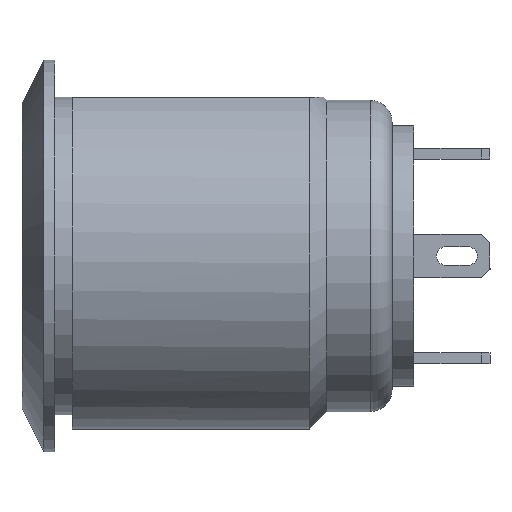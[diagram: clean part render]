
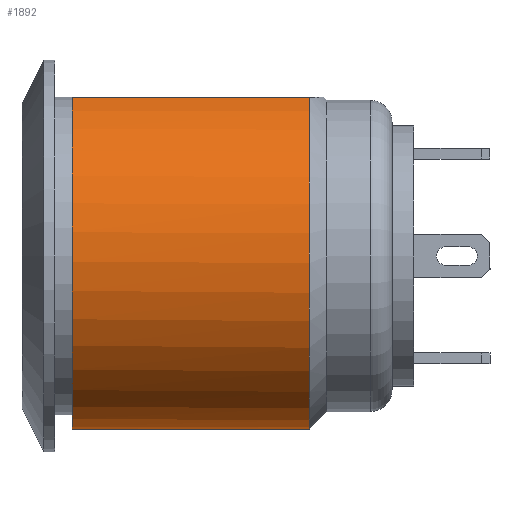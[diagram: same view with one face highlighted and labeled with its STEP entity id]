
A CAD part, front view. The second image highlights one B-rep face of the part: STEP entity #1892.
In plain terms, the highlighted cylindrical face has radius 7.95 mm (diameter 15.9 mm), a partial arc.
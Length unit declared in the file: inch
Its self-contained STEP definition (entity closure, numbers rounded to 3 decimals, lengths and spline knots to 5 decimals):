
#54=CYLINDRICAL_SURFACE('',#2055,0.31299);
#171=FACE_OUTER_BOUND('',#290,.T.);
#290=EDGE_LOOP('',(#1669,#1670,#1671,#1672,#1673));
#492=LINE('',#3574,#685);
#493=LINE('',#3579,#686);
#685=VECTOR('',#2530,0.3937);
#686=VECTOR('',#2531,0.3937);
#740=CIRCLE('',#2056,0.31299);
#741=CIRCLE('',#2057,0.31299);
#742=CIRCLE('',#2058,0.31299);
#918=VERTEX_POINT('',#3569);
#919=VERTEX_POINT('',#3571);
#920=VERTEX_POINT('',#3573);
#921=VERTEX_POINT('',#3575);
#922=VERTEX_POINT('',#3582);
#1177=EDGE_CURVE('',#920,#919,#492,.T.);
#1179=EDGE_CURVE('',#918,#921,#493,.T.);
#1180=EDGE_CURVE('',#919,#918,#740,.T.);
#1181=EDGE_CURVE('',#922,#921,#741,.T.);
#1182=EDGE_CURVE('',#920,#922,#742,.T.);
#1669=ORIENTED_EDGE('',*,*,#1177,.T.);
#1670=ORIENTED_EDGE('',*,*,#1180,.T.);
#1671=ORIENTED_EDGE('',*,*,#1179,.T.);
#1672=ORIENTED_EDGE('',*,*,#1181,.F.);
#1673=ORIENTED_EDGE('',*,*,#1182,.F.);
#1892=ADVANCED_FACE('',(#171),#54,.T.);
#2055=AXIS2_PLACEMENT_3D('',#3580,#2532,#2533);
#2056=AXIS2_PLACEMENT_3D('',#3581,#2534,#2535);
#2057=AXIS2_PLACEMENT_3D('',#3583,#2536,#2537);
#2058=AXIS2_PLACEMENT_3D('',#3584,#2538,#2539);
#2530=DIRECTION('',(-1.,0.,0.));
#2531=DIRECTION('',(1.,0.,0.));
#2532=DIRECTION('center_axis',(1.,0.,0.));
#2533=DIRECTION('ref_axis',(0.,0.,-1.));
#2534=DIRECTION('center_axis',(1.,0.,0.));
#2535=DIRECTION('ref_axis',(0.,-1.,0.));
#2536=DIRECTION('center_axis',(1.,0.,0.));
#2537=DIRECTION('ref_axis',(0.,-1.,0.));
#2538=DIRECTION('center_axis',(1.,0.,0.));
#2539=DIRECTION('ref_axis',(0.,-1.,0.));
#3569=CARTESIAN_POINT('',(0.0315,0.12395,0.2874));
#3571=CARTESIAN_POINT('',(0.0315,-0.12395,0.2874));
#3573=CARTESIAN_POINT('',(0.46063,-0.12395,0.2874));
#3574=CARTESIAN_POINT('',(0.,-0.12395,0.2874));
#3575=CARTESIAN_POINT('',(0.46063,0.12395,0.2874));
#3579=CARTESIAN_POINT('',(0.,0.12395,0.2874));
#3580=CARTESIAN_POINT('Origin',(0.,0.,0.));
#3581=CARTESIAN_POINT('Origin',(0.0315,0.,0.));
#3582=CARTESIAN_POINT('',(0.46063,0.31299,0.));
#3583=CARTESIAN_POINT('Origin',(0.46063,0.,0.));
#3584=CARTESIAN_POINT('Origin',(0.46063,0.,0.));
